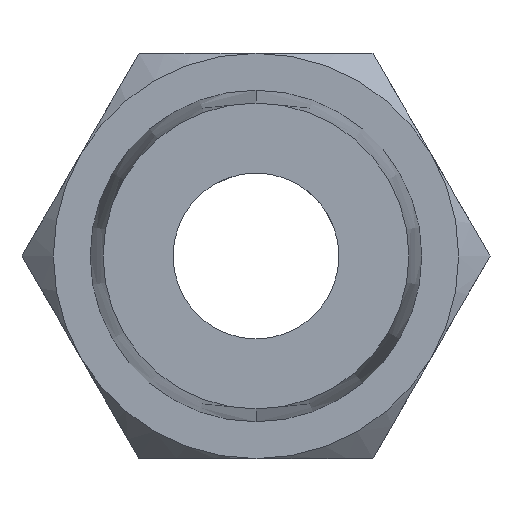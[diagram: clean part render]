
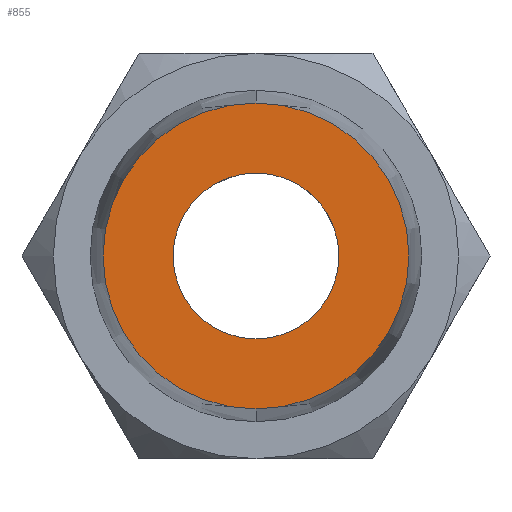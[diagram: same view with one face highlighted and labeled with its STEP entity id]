
A CAD part, left-side view. The second image highlights one B-rep face of the part: STEP entity #855.
In plain terms, the highlighted planar face has unit normal (-1, 0, 0).
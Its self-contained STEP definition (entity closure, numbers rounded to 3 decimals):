
#17 = DIRECTION ( 'NONE',  ( -1., 0., 0. ) ) ;
#51 = DIRECTION ( 'NONE',  ( 1., 0., 0. ) ) ;
#438 = CIRCLE ( 'NONE', #973, 4.15 ) ;
#562 = VERTEX_POINT ( 'NONE', #4171 ) ;
#706 = CARTESIAN_POINT ( 'NONE',  ( 0., 0., 0. ) ) ;
#748 = DIRECTION ( 'NONE',  ( 0., 0., 1. ) ) ;
#793 = VERTEX_POINT ( 'NONE', #1233 ) ;
#826 = VERTEX_POINT ( 'NONE', #1602 ) ;
#855 = ADVANCED_FACE ( 'NONE', ( #1538, #1211 ), #3494, .F. ) ;
#893 = DIRECTION ( 'NONE',  ( 0., 0., 1. ) ) ;
#939 = EDGE_CURVE ( 'NONE', #793, #826, #3679, .T. ) ;
#973 = AXIS2_PLACEMENT_3D ( 'NONE', #975, #17, #893 ) ;
#975 = CARTESIAN_POINT ( 'NONE',  ( 0., 0., 0. ) ) ;
#1002 = CARTESIAN_POINT ( 'NONE',  ( 0., 0., 0. ) ) ;
#1055 = DIRECTION ( 'NONE',  ( 1., 0., 0. ) ) ;
#1100 = AXIS2_PLACEMENT_3D ( 'NONE', #1876, #3277, #3641 ) ;
#1211 = FACE_OUTER_BOUND ( 'NONE', #3359, .T. ) ;
#1233 = CARTESIAN_POINT ( 'NONE',  ( 0., 0., 4.15 ) ) ;
#1440 = AXIS2_PLACEMENT_3D ( 'NONE', #706, #3662, #748 ) ;
#1498 = ORIENTED_EDGE ( 'NONE', *, *, #939, .T. ) ;
#1525 = AXIS2_PLACEMENT_3D ( 'NONE', #1002, #51, #2638 ) ;
#1538 = FACE_BOUND ( 'NONE', #2770, .T. ) ;
#1602 = CARTESIAN_POINT ( 'NONE',  ( 0., 0., -4.15 ) ) ;
#1659 = ORIENTED_EDGE ( 'NONE', *, *, #2153, .T. ) ;
#1698 = CARTESIAN_POINT ( 'NONE',  ( 0., 0., 0. ) ) ;
#1876 = CARTESIAN_POINT ( 'NONE',  ( 0., 0., 0. ) ) ;
#1953 = ORIENTED_EDGE ( 'NONE', *, *, #4117, .T. ) ;
#2017 = DIRECTION ( 'NONE',  ( 0., 0., -1. ) ) ;
#2153 = EDGE_CURVE ( 'NONE', #826, #793, #438, .T. ) ;
#2638 = DIRECTION ( 'NONE',  ( 0., 0., -1. ) ) ;
#2770 = EDGE_LOOP ( 'NONE', ( #4071, #1953 ) ) ;
#3078 = AXIS2_PLACEMENT_3D ( 'NONE', #1698, #1055, #2017 ) ;
#3147 = CIRCLE ( 'NONE', #1525, 2.25 ) ;
#3277 = DIRECTION ( 'NONE',  ( 1., 0., 0. ) ) ;
#3357 = CIRCLE ( 'NONE', #3078, 2.25 ) ;
#3359 = EDGE_LOOP ( 'NONE', ( #1659, #1498 ) ) ;
#3494 = PLANE ( 'NONE',  #1100 ) ;
#3551 = EDGE_CURVE ( 'NONE', #4066, #562, #3357, .T. ) ;
#3641 = DIRECTION ( 'NONE',  ( 0., 0., -1. ) ) ;
#3662 = DIRECTION ( 'NONE',  ( -1., 0., 0. ) ) ;
#3679 = CIRCLE ( 'NONE', #1440, 4.15 ) ;
#4066 = VERTEX_POINT ( 'NONE', #4115 ) ;
#4071 = ORIENTED_EDGE ( 'NONE', *, *, #3551, .T. ) ;
#4115 = CARTESIAN_POINT ( 'NONE',  ( 0., 0., 2.25 ) ) ;
#4117 = EDGE_CURVE ( 'NONE', #562, #4066, #3147, .T. ) ;
#4171 = CARTESIAN_POINT ( 'NONE',  ( 0., 0., -2.25 ) ) ;
